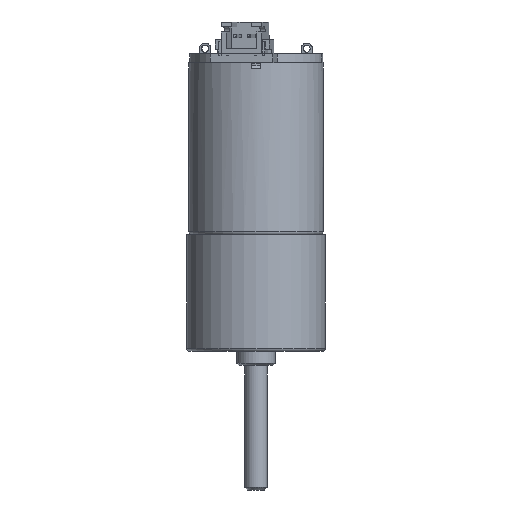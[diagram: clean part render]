
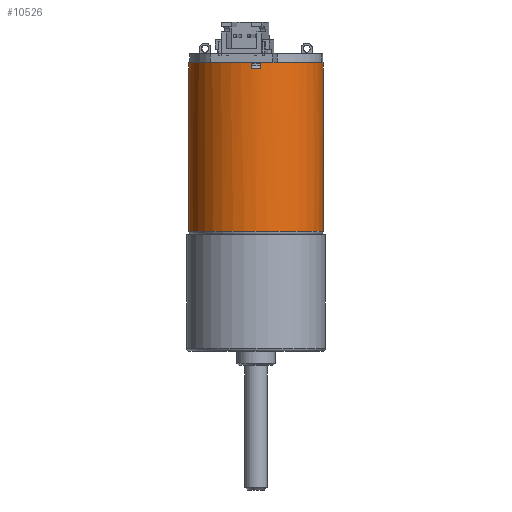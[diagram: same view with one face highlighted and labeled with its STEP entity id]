
A CAD part, front view. The second image highlights one B-rep face of the part: STEP entity #10526.
In plain terms, the highlighted cylindrical face has radius 12.1 mm (diameter 24.2 mm), a partial arc.
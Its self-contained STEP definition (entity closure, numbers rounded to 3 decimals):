
#19 = VECTOR ( 'NONE', #141, 1000. ) ;
#90 = EDGE_LOOP ( 'NONE', ( #15738, #3643, #4317, #24771, #8813, #14059, #20211, #9042, #15791, #5148, #2070, #14219 ) ) ;
#141 = DIRECTION ( 'NONE',  ( 0., 0., -1. ) ) ;
#145 = VERTEX_POINT ( 'NONE', #17616 ) ;
#217 = CIRCLE ( 'NONE', #8921, 12.1 ) ;
#278 = DIRECTION ( 'NONE',  ( 0., 0., -1. ) ) ;
#458 = CIRCLE ( 'NONE', #4266, 12.1 ) ;
#503 = DIRECTION ( 'NONE',  ( -1., 0., 0. ) ) ;
#1255 = EDGE_CURVE ( 'NONE', #12901, #22312, #10923, .T. ) ;
#1322 = DIRECTION ( 'NONE',  ( 0., 0., 1. ) ) ;
#1363 = VERTEX_POINT ( 'NONE', #14974 ) ;
#1464 = AXIS2_PLACEMENT_3D ( 'NONE', #19795, #7433, #21841 ) ;
#1479 = DIRECTION ( 'NONE',  ( 1., 0., 0. ) ) ;
#1648 = AXIS2_PLACEMENT_3D ( 'NONE', #26059, #13790, #1479 ) ;
#1975 = EDGE_CURVE ( 'NONE', #1363, #24410, #24993, .T. ) ;
#2070 = ORIENTED_EDGE ( 'NONE', *, *, #1975, .T. ) ;
#2180 = DIRECTION ( 'NONE',  ( -1., 0., 0. ) ) ;
#2426 = VECTOR ( 'NONE', #278, 1000. ) ;
#3643 = ORIENTED_EDGE ( 'NONE', *, *, #4014, .F. ) ;
#3896 = EDGE_CURVE ( 'NONE', #25069, #22885, #217, .T. ) ;
#4014 = EDGE_CURVE ( 'NONE', #145, #10398, #19822, .T. ) ;
#4154 = CARTESIAN_POINT ( 'NONE',  ( 33.779, 47.638, 95.041 ) ) ;
#4244 = VECTOR ( 'NONE', #10860, 1000. ) ;
#4266 = AXIS2_PLACEMENT_3D ( 'NONE', #25103, #12796, #503 ) ;
#4317 = ORIENTED_EDGE ( 'NONE', *, *, #20290, .T. ) ;
#4767 = VECTOR ( 'NONE', #11487, 1000. ) ;
#5148 = ORIENTED_EDGE ( 'NONE', *, *, #20136, .F. ) ;
#5276 = CARTESIAN_POINT ( 'NONE',  ( 21.705, 46.838, 95.041 ) ) ;
#5335 = CARTESIAN_POINT ( 'NONE',  ( 32.979, 35.565, 95.041 ) ) ;
#5665 = AXIS2_PLACEMENT_3D ( 'NONE', #13639, #1322, #15730 ) ;
#5737 = CARTESIAN_POINT ( 'NONE',  ( 45.879, 47.638, 94.041 ) ) ;
#6207 = DIRECTION ( 'NONE',  ( 0., 0., -1. ) ) ;
#6872 = VECTOR ( 'NONE', #10352, 1000. ) ;
#7433 = DIRECTION ( 'NONE',  ( 0., 0., 1. ) ) ;
#7643 = LINE ( 'NONE', #5335, #4767 ) ;
#8124 = EDGE_CURVE ( 'NONE', #10398, #16770, #9672, .T. ) ;
#8813 = ORIENTED_EDGE ( 'NONE', *, *, #15082, .T. ) ;
#8834 = EDGE_CURVE ( 'NONE', #25069, #23013, #7643, .T. ) ;
#8921 = AXIS2_PLACEMENT_3D ( 'NONE', #21644, #9291, #23701 ) ;
#9042 = ORIENTED_EDGE ( 'NONE', *, *, #10379, .F. ) ;
#9291 = DIRECTION ( 'NONE',  ( 0., 0., 1. ) ) ;
#9499 = CARTESIAN_POINT ( 'NONE',  ( 45.879, 47.638, 64.631 ) ) ;
#9672 = LINE ( 'NONE', #12863, #4244 ) ;
#10352 = DIRECTION ( 'NONE',  ( 0., 0., 1. ) ) ;
#10379 = EDGE_CURVE ( 'NONE', #12901, #23013, #20190, .T. ) ;
#10398 = VERTEX_POINT ( 'NONE', #5737 ) ;
#10526 = ADVANCED_FACE ( 'NONE', ( #21439 ), #16972, .T. ) ;
#10697 = VERTEX_POINT ( 'NONE', #19282 ) ;
#10860 = DIRECTION ( 'NONE',  ( 0., 0., -1. ) ) ;
#10923 = LINE ( 'NONE', #12354, #19 ) ;
#10992 = CARTESIAN_POINT ( 'NONE',  ( 21.679, 47.638, 95.041 ) ) ;
#11113 = CARTESIAN_POINT ( 'NONE',  ( 21.679, 47.638, 64.631 ) ) ;
#11487 = DIRECTION ( 'NONE',  ( 0., 0., 1. ) ) ;
#11728 = CIRCLE ( 'NONE', #25085, 12.1 ) ;
#11819 = CARTESIAN_POINT ( 'NONE',  ( 33.779, 47.638, 94.041 ) ) ;
#12354 = CARTESIAN_POINT ( 'NONE',  ( 21.705, 46.838, 95.041 ) ) ;
#12796 = DIRECTION ( 'NONE',  ( 0., 0., 1. ) ) ;
#12863 = CARTESIAN_POINT ( 'NONE',  ( 45.879, 47.638, 95.041 ) ) ;
#12901 = VERTEX_POINT ( 'NONE', #5276 ) ;
#13081 = DIRECTION ( 'NONE',  ( 0., 0., -1. ) ) ;
#13639 = CARTESIAN_POINT ( 'NONE',  ( 33.779, 47.638, 94.041 ) ) ;
#13787 = CIRCLE ( 'NONE', #1464, 12.1 ) ;
#13790 = DIRECTION ( 'NONE',  ( 0., 0., 1. ) ) ;
#13886 = DIRECTION ( 'NONE',  ( 1., 0., 0. ) ) ;
#14059 = ORIENTED_EDGE ( 'NONE', *, *, #3896, .F. ) ;
#14074 = VECTOR ( 'NONE', #13081, 1000. ) ;
#14219 = ORIENTED_EDGE ( 'NONE', *, *, #20402, .T. ) ;
#14974 = CARTESIAN_POINT ( 'NONE',  ( 21.679, 47.638, 94.041 ) ) ;
#15082 = EDGE_CURVE ( 'NONE', #10697, #22885, #18869, .T. ) ;
#15730 = DIRECTION ( 'NONE',  ( 1., 0., 0. ) ) ;
#15738 = ORIENTED_EDGE ( 'NONE', *, *, #8124, .F. ) ;
#15791 = ORIENTED_EDGE ( 'NONE', *, *, #1255, .T. ) ;
#16525 = CARTESIAN_POINT ( 'NONE',  ( 45.852, 46.838, 95.041 ) ) ;
#16738 = EDGE_CURVE ( 'NONE', #10697, #22605, #13787, .T. ) ;
#16770 = VERTEX_POINT ( 'NONE', #9499 ) ;
#16972 = CYLINDRICAL_SURFACE ( 'NONE', #24560, 12.1 ) ;
#17616 = CARTESIAN_POINT ( 'NONE',  ( 45.852, 46.838, 94.041 ) ) ;
#17967 = CARTESIAN_POINT ( 'NONE',  ( 32.979, 35.565, 94.041 ) ) ;
#18869 = LINE ( 'NONE', #24904, #2426 ) ;
#19282 = CARTESIAN_POINT ( 'NONE',  ( 34.579, 35.565, 95.041 ) ) ;
#19795 = CARTESIAN_POINT ( 'NONE',  ( 33.779, 47.638, 95.041 ) ) ;
#19822 = CIRCLE ( 'NONE', #5665, 12.1 ) ;
#19868 = CARTESIAN_POINT ( 'NONE',  ( 21.705, 46.838, 94.041 ) ) ;
#20136 = EDGE_CURVE ( 'NONE', #1363, #22312, #11728, .T. ) ;
#20190 = CIRCLE ( 'NONE', #1648, 12.1 ) ;
#20211 = ORIENTED_EDGE ( 'NONE', *, *, #8834, .T. ) ;
#20290 = EDGE_CURVE ( 'NONE', #145, #22605, #23303, .T. ) ;
#20402 = EDGE_CURVE ( 'NONE', #24410, #16770, #458, .T. ) ;
#21439 = FACE_OUTER_BOUND ( 'NONE', #90, .T. ) ;
#21644 = CARTESIAN_POINT ( 'NONE',  ( 33.779, 47.638, 94.041 ) ) ;
#21841 = DIRECTION ( 'NONE',  ( 1., 0., 0. ) ) ;
#21882 = CARTESIAN_POINT ( 'NONE',  ( 34.579, 35.565, 94.041 ) ) ;
#22312 = VERTEX_POINT ( 'NONE', #19868 ) ;
#22605 = VERTEX_POINT ( 'NONE', #24957 ) ;
#22885 = VERTEX_POINT ( 'NONE', #21882 ) ;
#23013 = VERTEX_POINT ( 'NONE', #24478 ) ;
#23303 = LINE ( 'NONE', #16525, #6872 ) ;
#23701 = DIRECTION ( 'NONE',  ( 1., 0., 0. ) ) ;
#24410 = VERTEX_POINT ( 'NONE', #11113 ) ;
#24478 = CARTESIAN_POINT ( 'NONE',  ( 32.979, 35.565, 95.041 ) ) ;
#24560 = AXIS2_PLACEMENT_3D ( 'NONE', #4154, #6207, #2180 ) ;
#24771 = ORIENTED_EDGE ( 'NONE', *, *, #16738, .F. ) ;
#24904 = CARTESIAN_POINT ( 'NONE',  ( 34.579, 35.565, 95.041 ) ) ;
#24957 = CARTESIAN_POINT ( 'NONE',  ( 45.852, 46.838, 95.041 ) ) ;
#24993 = LINE ( 'NONE', #10992, #14074 ) ;
#25069 = VERTEX_POINT ( 'NONE', #17967 ) ;
#25085 = AXIS2_PLACEMENT_3D ( 'NONE', #11819, #26178, #13886 ) ;
#25103 = CARTESIAN_POINT ( 'NONE',  ( 33.779, 47.638, 64.631 ) ) ;
#26059 = CARTESIAN_POINT ( 'NONE',  ( 33.779, 47.638, 95.041 ) ) ;
#26178 = DIRECTION ( 'NONE',  ( 0., 0., 1. ) ) ;
